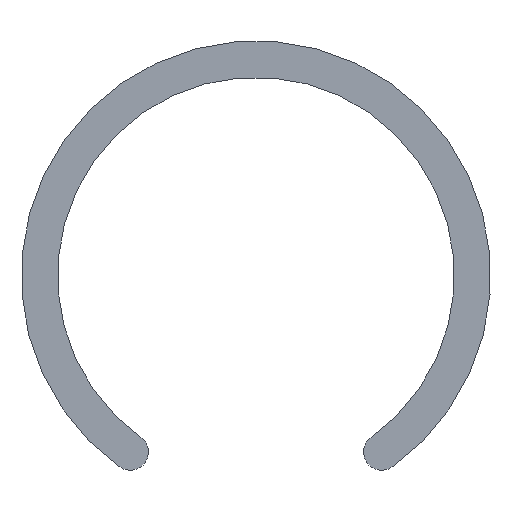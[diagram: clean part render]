
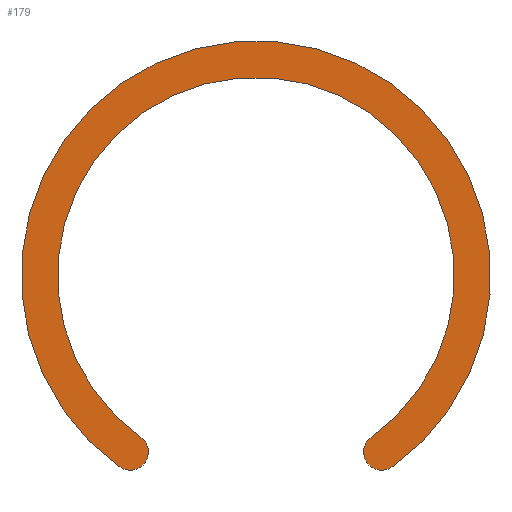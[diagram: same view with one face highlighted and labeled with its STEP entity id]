
A CAD part, front view. The second image highlights one B-rep face of the part: STEP entity #179.
In plain terms, the highlighted planar face has unit normal (0, -1, 0).
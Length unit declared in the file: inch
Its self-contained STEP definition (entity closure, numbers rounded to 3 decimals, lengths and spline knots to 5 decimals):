
#35=CARTESIAN_POINT('',(-0.2249,-3.,-8.31555));
#36=VERTEX_POINT('',#35);
#43=CARTESIAN_POINT('',(0.2249,-3.,-8.31555));
#44=VERTEX_POINT('',#43);
#45=CARTESIAN_POINT('',(0.,-3.,-8.));
#46=DIRECTION('',(0.,1.,0.));
#47=DIRECTION('',(1.,0.,0.));
#48=AXIS2_PLACEMENT_3D('',#45,#46,#47);
#49=CIRCLE('',#48,0.3875);
#50=EDGE_CURVE('',#36,#44,#49,.T.);
#75=CARTESIAN_POINT('',(-0.19008,-3.,-8.26669));
#76=VERTEX_POINT('',#75);
#83=CARTESIAN_POINT('',(-0.20749,-3.,-8.29112));
#84=DIRECTION('',(0.,1.,0.));
#85=DIRECTION('',(1.,0.,0.));
#86=AXIS2_PLACEMENT_3D('',#83,#84,#85);
#87=CIRCLE('',#86,0.03);
#88=EDGE_CURVE('',#76,#36,#87,.T.);
#108=CARTESIAN_POINT('',(0.19008,-3.,-8.26669));
#109=VERTEX_POINT('',#108);
#116=CARTESIAN_POINT('',(0.,-3.,-8.));
#117=DIRECTION('',(0.,-1.,0.));
#118=DIRECTION('',(1.,0.,0.));
#119=AXIS2_PLACEMENT_3D('',#116,#117,#118);
#120=CIRCLE('',#119,0.3275);
#121=EDGE_CURVE('',#109,#76,#120,.T.);
#140=CARTESIAN_POINT('',(0.20749,-3.,-8.29112));
#141=DIRECTION('',(0.,1.,0.));
#142=DIRECTION('',(-1.,0.,0.));
#143=AXIS2_PLACEMENT_3D('',#140,#141,#142);
#144=CIRCLE('',#143,0.03);
#145=EDGE_CURVE('',#44,#109,#144,.T.);
#168=ORIENTED_EDGE('',*,*,#121,.F.);
#169=ORIENTED_EDGE('',*,*,#145,.F.);
#170=ORIENTED_EDGE('',*,*,#50,.F.);
#171=ORIENTED_EDGE('',*,*,#88,.F.);
#172=EDGE_LOOP('',(#168,#169,#170,#171));
#173=FACE_OUTER_BOUND('',#172,.T.);
#174=CARTESIAN_POINT('',(0.19687,-3.,-8.31918));
#175=DIRECTION('',(0.,1.,0.));
#176=DIRECTION('',(-1.,0.,0.));
#177=AXIS2_PLACEMENT_3D('',#174,#175,#176);
#178=PLANE('',#177);
#179=ADVANCED_FACE('',(#173),#178,.F.);
